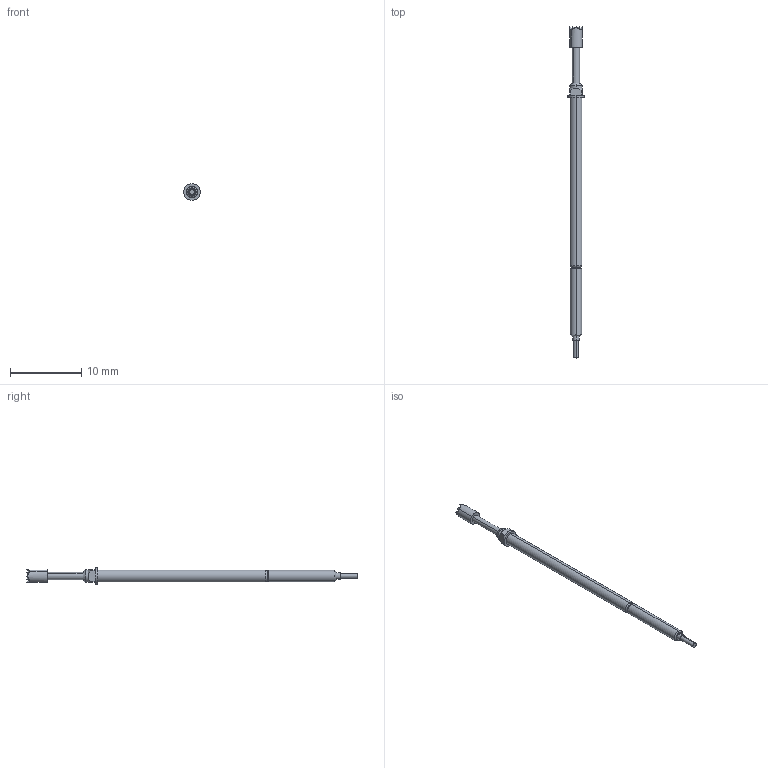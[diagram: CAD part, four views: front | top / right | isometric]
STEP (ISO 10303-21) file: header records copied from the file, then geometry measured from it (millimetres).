
FILE_DESCRIPTION (( 'STEP AP203' ), '1' );
FILE_NAME ('INGUN_SKS-215_306_180_N_xx02_M.STEP', '2022-02-18T10:01:31', ( 'ochi' ), ( '' ), 'SwSTEP 2.0', 'SolidWorks 2018', '' );
FILE_SCHEMA (( 'CONFIG_CONTROL_DESIGN' ));
Length unit declared in the file: millimetre
Products named in the file (1): INGUN_SKS-215_306_180_N_xx02_M
Bounding box: 2.3 x 46.5 x 2.3 mm (x, y, z)
Volume: 87.5 mm3; surface area: 234.5 mm2
Topology: 1 solids, 1 shells, 78 faces, 168 edges, 97 vertices
Faces by surface type: plane 50, cylinder 16, cone 8, torus 4
Entity records: 2171 total; most frequent: CARTESIAN_POINT 482, DIRECTION 338, ORIENTED_EDGE 336, EDGE_CURVE 168, AXIS2_PLACEMENT_3D 129, VERTEX_POINT 97, EDGE_LOOP 83, LINE 80
